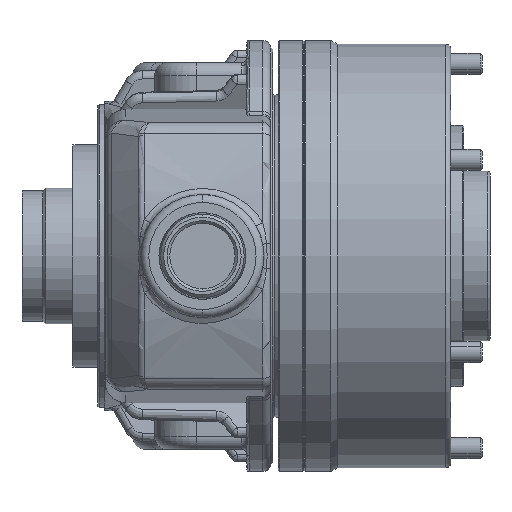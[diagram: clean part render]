
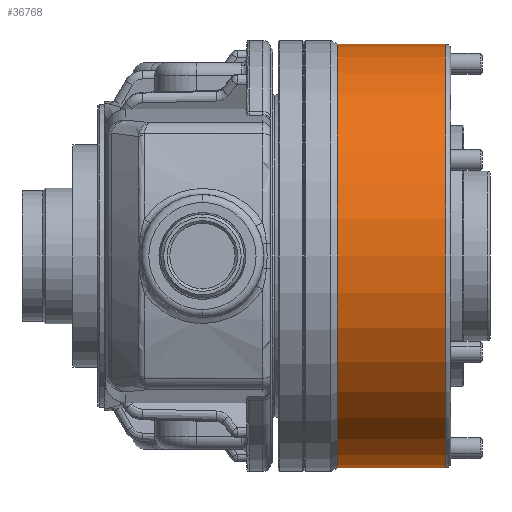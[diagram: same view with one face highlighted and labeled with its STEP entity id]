
A CAD part, front view. The second image highlights one B-rep face of the part: STEP entity #36768.
In plain terms, the highlighted cylindrical face has radius 81 mm (diameter 162 mm), a partial arc.
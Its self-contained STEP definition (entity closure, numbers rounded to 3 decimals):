
#995 = DIRECTION ( 'NONE',  ( 0., 0., 1. ) ) ;
#1316 = CARTESIAN_POINT ( 'NONE',  ( 54., 0., 0. ) ) ;
#2303 = FACE_OUTER_BOUND ( 'NONE', #13844, .T. ) ;
#4730 = DIRECTION ( 'NONE',  ( 0., 0., 1. ) ) ;
#7573 = VERTEX_POINT ( 'NONE', #42361 ) ;
#8603 = AXIS2_PLACEMENT_3D ( 'NONE', #41482, #21438, #11370 ) ;
#9021 = ORIENTED_EDGE ( 'NONE', *, *, #33536, .T. ) ;
#11370 = DIRECTION ( 'NONE',  ( 0., 0., 1. ) ) ;
#11880 = AXIS2_PLACEMENT_3D ( 'NONE', #1316, #24813, #4730 ) ;
#13844 = EDGE_LOOP ( 'NONE', ( #17659, #9021, #25899, #38875 ) ) ;
#14881 = VERTEX_POINT ( 'NONE', #22711 ) ;
#17103 = CIRCLE ( 'NONE', #42144, 81. ) ;
#17659 = ORIENTED_EDGE ( 'NONE', *, *, #24472, .F. ) ;
#17716 = EDGE_CURVE ( 'NONE', #14881, #7573, #37020, .T. ) ;
#18022 = CYLINDRICAL_SURFACE ( 'NONE', #8603, 81. ) ;
#18355 = CARTESIAN_POINT ( 'NONE',  ( 0., 0., 81. ) ) ;
#18385 = VECTOR ( 'NONE', #23024, 1000. ) ;
#19212 = VECTOR ( 'NONE', #41754, 1000. ) ;
#21100 = DIRECTION ( 'NONE',  ( -1., 0., 0. ) ) ;
#21438 = DIRECTION ( 'NONE',  ( -1., 0., 0. ) ) ;
#21688 = VERTEX_POINT ( 'NONE', #24109 ) ;
#22711 = CARTESIAN_POINT ( 'NONE',  ( 54., 0., 81. ) ) ;
#23024 = DIRECTION ( 'NONE',  ( -1., 0., 0. ) ) ;
#24109 = CARTESIAN_POINT ( 'NONE',  ( 12.598, 0., -81. ) ) ;
#24286 = CARTESIAN_POINT ( 'NONE',  ( 54., 0., -81. ) ) ;
#24472 = EDGE_CURVE ( 'NONE', #27609, #21688, #27337, .T. ) ;
#24813 = DIRECTION ( 'NONE',  ( -1., 0., 0. ) ) ;
#25899 = ORIENTED_EDGE ( 'NONE', *, *, #17716, .T. ) ;
#27337 = LINE ( 'NONE', #36346, #18385 ) ;
#27609 = VERTEX_POINT ( 'NONE', #24286 ) ;
#33536 = EDGE_CURVE ( 'NONE', #27609, #14881, #42265, .T. ) ;
#34617 = EDGE_CURVE ( 'NONE', #21688, #7573, #17103, .T. ) ;
#36346 = CARTESIAN_POINT ( 'NONE',  ( 0., 0., -81. ) ) ;
#36768 = ADVANCED_FACE ( 'NONE', ( #2303 ), #18022, .T. ) ;
#37020 = LINE ( 'NONE', #18355, #19212 ) ;
#38875 = ORIENTED_EDGE ( 'NONE', *, *, #34617, .F. ) ;
#41149 = CARTESIAN_POINT ( 'NONE',  ( 12.598, 0., 0. ) ) ;
#41482 = CARTESIAN_POINT ( 'NONE',  ( 0., 0., 0. ) ) ;
#41754 = DIRECTION ( 'NONE',  ( -1., 0., 0. ) ) ;
#42144 = AXIS2_PLACEMENT_3D ( 'NONE', #41149, #21100, #995 ) ;
#42265 = CIRCLE ( 'NONE', #11880, 81. ) ;
#42361 = CARTESIAN_POINT ( 'NONE',  ( 12.598, 0., 81. ) ) ;
